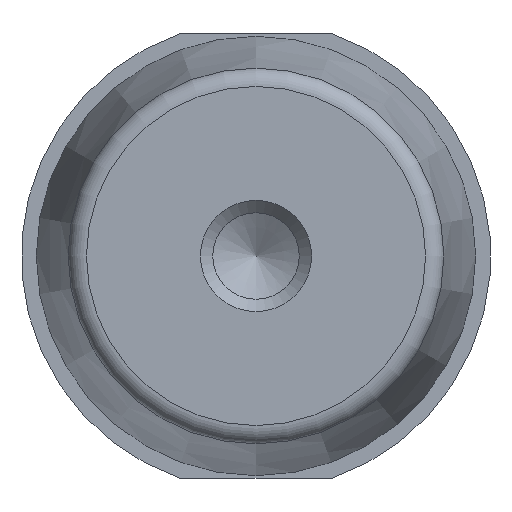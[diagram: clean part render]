
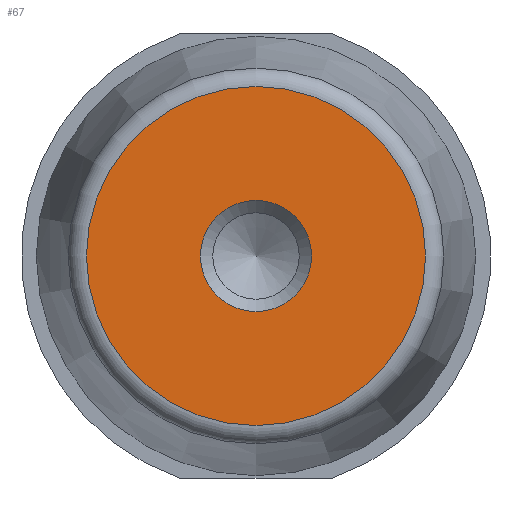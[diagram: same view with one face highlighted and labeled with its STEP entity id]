
A CAD part, front view. The second image highlights one B-rep face of the part: STEP entity #67.
In plain terms, the highlighted planar face has unit normal (0, -1, 0).
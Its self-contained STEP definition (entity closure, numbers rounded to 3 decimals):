
#11 = CARTESIAN_POINT ( 'NONE',  ( 0., -22.5, 13.719 ) ) ;
#12 = ORIENTED_EDGE ( 'NONE', *, *, #101, .T. ) ;
#18 = AXIS2_PLACEMENT_3D ( 'NONE', #187, #337, #63 ) ;
#24 = DIRECTION ( 'NONE',  ( 0., 0., 1. ) ) ;
#33 = FACE_BOUND ( 'NONE', #69, .T. ) ;
#36 = DIRECTION ( 'NONE',  ( 0., -1., 0. ) ) ;
#63 = DIRECTION ( 'NONE',  ( 0., 0., 1. ) ) ;
#67 = ADVANCED_FACE ( 'NONE', ( #250, #33 ), #271, .F. ) ;
#69 = EDGE_LOOP ( 'NONE', ( #215 ) ) ;
#71 = DIRECTION ( 'NONE',  ( 0., 1., 0. ) ) ;
#73 = AXIS2_PLACEMENT_3D ( 'NONE', #461, #71, #24 ) ;
#101 = EDGE_CURVE ( 'NONE', #182, #182, #362, .T. ) ;
#134 = CARTESIAN_POINT ( 'NONE',  ( 0., -22.5, -4.5 ) ) ;
#182 = VERTEX_POINT ( 'NONE', #11 ) ;
#187 = CARTESIAN_POINT ( 'NONE',  ( 0., -22.5, 0. ) ) ;
#193 = EDGE_LOOP ( 'NONE', ( #12 ) ) ;
#215 = ORIENTED_EDGE ( 'NONE', *, *, #309, .F. ) ;
#227 = CIRCLE ( 'NONE', #319, 4.5 ) ;
#250 = FACE_OUTER_BOUND ( 'NONE', #193, .T. ) ;
#251 = VERTEX_POINT ( 'NONE', #134 ) ;
#271 = PLANE ( 'NONE',  #73 ) ;
#309 = EDGE_CURVE ( 'NONE', #251, #251, #227, .T. ) ;
#316 = DIRECTION ( 'NONE',  ( 0., 0., -1. ) ) ;
#319 = AXIS2_PLACEMENT_3D ( 'NONE', #383, #36, #316 ) ;
#337 = DIRECTION ( 'NONE',  ( 0., -1., 0. ) ) ;
#362 = CIRCLE ( 'NONE', #18, 13.719 ) ;
#383 = CARTESIAN_POINT ( 'NONE',  ( 0., -22.5, 0. ) ) ;
#461 = CARTESIAN_POINT ( 'NONE',  ( 0., -22.5, 0. ) ) ;
